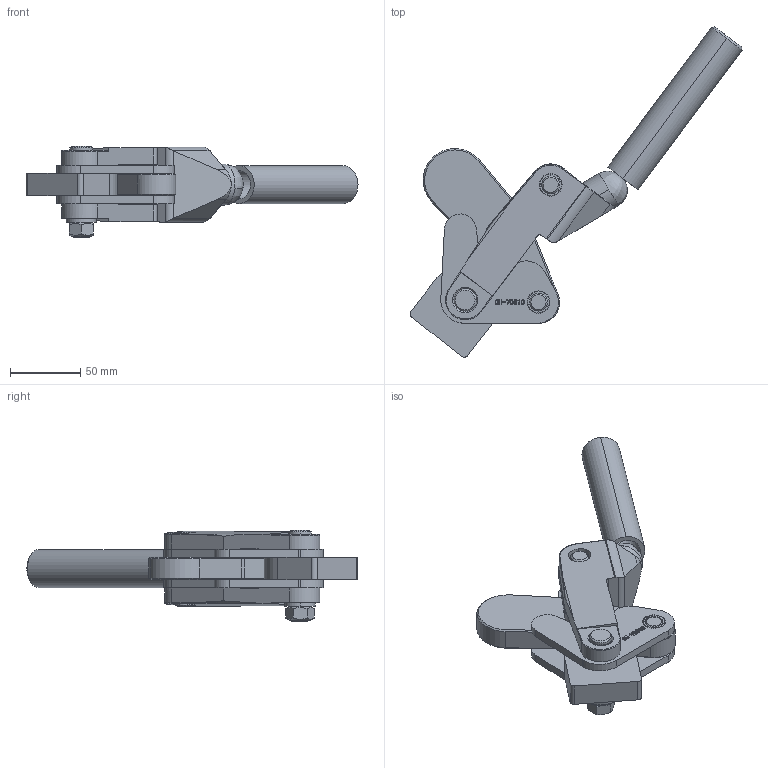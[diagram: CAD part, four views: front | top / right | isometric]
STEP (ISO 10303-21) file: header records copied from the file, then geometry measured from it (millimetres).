
FILE_DESCRIPTION (( 'STEP AP203' ), '1' );
FILE_NAME ('CH-70610.STEP', '2017-12-09T02:10:31', ( 'Windows' ), ( 'Microsoft' ), 'SwSTEP 2.0', 'SolidWorks 2015', '' );
FILE_SCHEMA (( 'CONFIG_CONTROL_DESIGN' ));
Length unit declared in the file: millimetre
Products named in the file (13): 70610-05; 70610-07; 70610-10; 70610-08; 70610-02; 70610-12; 70610-01; 70610-11; 70610-03; 70610-13; 70610-04; CH-70610; 70610-09
Assembly tree (20 placements, depth 2):
  CH-70610
    70610-02
    70610-01
    70610-03
    70610-04
    70610-09  x8
    70610-05
    70610-07
    70610-10  x2
    70610-08
    70610-12
    70610-11
    70610-13
Bounding box: 235.55 x 234.3 x 65 mm (x, y, z)
Volume: 378346.1 mm3; surface area: 127197.5 mm2
Topology: 23 solids, 23 shells, 2854 faces, 7175 edges, 4568 vertices
Faces by surface type: plane 1869, cylinder 695, bspline 192, cone 92, torus 6
Entity records: 90894 total; most frequent: CARTESIAN_POINT 32919, ORIENTED_EDGE 11864, DIRECTION 11697, EDGE_CURVE 5932, AXIS2_PLACEMENT_3D 4066, VERTEX_POINT 3750, VECTOR 3565, LINE 3565
